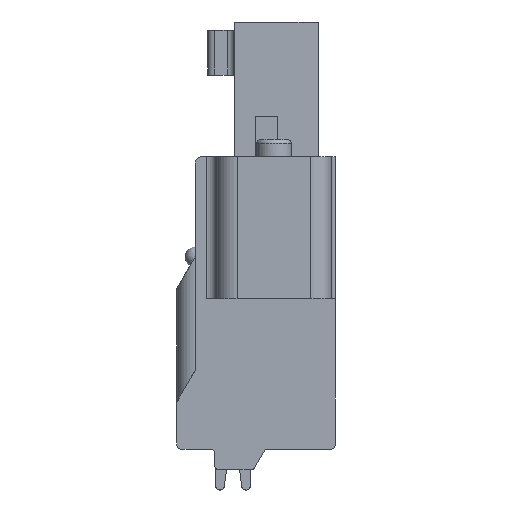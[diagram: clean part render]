
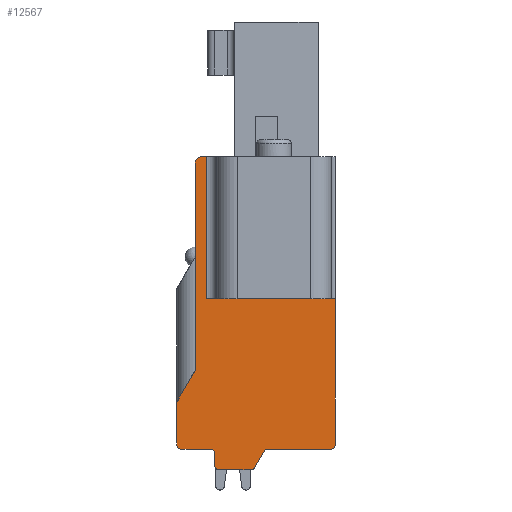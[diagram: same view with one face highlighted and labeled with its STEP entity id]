
A CAD part, front view. The second image highlights one B-rep face of the part: STEP entity #12567.
In plain terms, the highlighted planar face has unit normal (0, -1, 0).
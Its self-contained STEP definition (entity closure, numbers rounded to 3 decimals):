
#94=DIRECTION('',(-1.,0.,0.));
#95=VECTOR('',#94,0.25);
#96=CARTESIAN_POINT('',(-6.3,-11.43,0.));
#97=LINE('',#96,#95);
#1429=DIRECTION('',(0.,0.,-1.));
#1430=VECTOR('',#1429,10.141);
#1431=CARTESIAN_POINT('',(-6.85,-11.43,
-0.3));
#1432=LINE('',#1431,#1430);
#1585=DIRECTION('',(0.,0.,-1.));
#1586=VECTOR('',#1585,2.1);
#1587=CARTESIAN_POINT('',(-7.75,-11.43,-12.));
#1588=LINE('',#1587,#1586);
#1601=DIRECTION('',(1.,0.,0.));
#1602=VECTOR('',#1601,1.45);
#1603=CARTESIAN_POINT('',(-7.55,-11.43,-14.3));
#1604=LINE('',#1603,#1602);
#1609=DIRECTION('',(1.,0.,0.));
#1610=VECTOR('',#1609,3.107);
#1611=CARTESIAN_POINT('',(-3.307,-11.43,-14.3));
#1612=LINE('',#1611,#1610);
#1821=DIRECTION('',(0.,0.,1.));
#1822=VECTOR('',#1821,7.15);
#1823=CARTESIAN_POINT('',(0.,-11.43,-14.1));
#1824=LINE('',#1823,#1822);
#2302=DIRECTION('',(1.,0.,0.));
#2303=VECTOR('',#2302,6.3);
#2304=CARTESIAN_POINT('',(-6.3,-11.43,-6.95));
#2305=LINE('',#2304,#2303);
#2306=CARTESIAN_POINT('',(-0.2,-11.43,-14.1));
#2307=DIRECTION('',(0.,1.,0.));
#2308=DIRECTION('',(1.,0.,0.));
#2309=AXIS2_PLACEMENT_3D('',#2306,#2307,#2308);
#2311=CARTESIAN_POINT('',(-3.307,-11.43,-14.5));
#2312=DIRECTION('',(0.,-1.,0.));
#2313=DIRECTION('',(0.,0.,1.));
#2314=AXIS2_PLACEMENT_3D('',#2311,#2312,#2313);
#2316=DIRECTION('',(-0.5,0.,-0.866));
#2317=VECTOR('',#2316,0.924);
#2318=CARTESIAN_POINT('',(-3.48,-11.43,
-14.4));
#2319=LINE('',#2318,#2317);
#2320=CARTESIAN_POINT('',(-4.115,-11.43,-15.1));
#2321=DIRECTION('',(0.,1.,0.));
#2322=DIRECTION('',(0.866,0.,-0.5));
#2323=AXIS2_PLACEMENT_3D('',#2320,#2321,#2322);
#2325=CARTESIAN_POINT('',(-5.7,-11.43,-15.1));
#2326=DIRECTION('',(0.,1.,0.));
#2327=DIRECTION('',(0.,0.,-1.));
#2328=AXIS2_PLACEMENT_3D('',#2325,#2326,#2327);
#2330=CARTESIAN_POINT('',(-6.1,-11.43,-14.5));
#2331=DIRECTION('',(0.,-1.,0.));
#2332=DIRECTION('',(1.,0.,0.));
#2333=AXIS2_PLACEMENT_3D('',#2330,#2331,#2332);
#2335=CARTESIAN_POINT('',(-7.55,-11.43,-14.1));
#2336=DIRECTION('',(0.,1.,0.));
#2337=DIRECTION('',(0.,0.,-1.));
#2338=AXIS2_PLACEMENT_3D('',#2335,#2336,#2337);
#2340=DIRECTION('',(0.5,0.,0.866));
#2341=VECTOR('',#2340,1.8);
#2342=CARTESIAN_POINT('',(-7.75,-11.43,-12.));
#2343=LINE('',#2342,#2341);
#2344=CARTESIAN_POINT('',(-6.55,-11.43,-0.3));
#2345=DIRECTION('',(0.,1.,0.));
#2346=DIRECTION('',(-1.,0.,0.));
#2347=AXIS2_PLACEMENT_3D('',#2344,#2345,#2346);
#2353=DIRECTION('',(0.,0.,1.));
#2354=VECTOR('',#2353,6.95);
#2355=CARTESIAN_POINT('',(-6.3,-11.43,-6.95));
#2356=LINE('',#2355,#2354);
#2639=DIRECTION('',(0.,0.,-1.));
#2640=VECTOR('',#2639,0.6);
#2641=CARTESIAN_POINT('',(-5.9,-11.43,-14.5));
#2642=LINE('',#2641,#2640);
#2651=DIRECTION('',(1.,0.,0.));
#2652=VECTOR('',#2651,1.585);
#2653=CARTESIAN_POINT('',(-5.7,-11.43,-15.3));
#2654=LINE('',#2653,#2652);
#7557=CARTESIAN_POINT('',(-6.3,-11.43,0.));
#7558=VERTEX_POINT('',#7557);
#7559=CARTESIAN_POINT('',(-6.55,-11.43,0.));
#7560=VERTEX_POINT('',#7559);
#7657=CARTESIAN_POINT('',(0.,-11.43,-14.1));
#7658=CARTESIAN_POINT('',(0.,-11.43,-6.95));
#7659=VERTEX_POINT('',#7657);
#7660=VERTEX_POINT('',#7658);
#7661=CARTESIAN_POINT('',(-0.2,-11.43,-14.3));
#7662=VERTEX_POINT('',#7661);
#7663=CARTESIAN_POINT('',(-7.55,-11.43,-14.3));
#7664=CARTESIAN_POINT('',(-6.1,-11.43,-14.3));
#7665=VERTEX_POINT('',#7663);
#7666=VERTEX_POINT('',#7664);
#7671=CARTESIAN_POINT('',(-3.307,-11.43,-14.3));
#7672=VERTEX_POINT('',#7671);
#8252=CARTESIAN_POINT('',(-7.75,-11.43,-14.1));
#8253=VERTEX_POINT('',#8252);
#8264=CARTESIAN_POINT('',(-7.75,-11.43,-12.));
#8265=VERTEX_POINT('',#8264);
#8304=CARTESIAN_POINT('',(-6.85,-11.43,
-0.3));
#8305=VERTEX_POINT('',#8304);
#8306=CARTESIAN_POINT('',(-6.85,-11.43,
-10.441));
#8307=VERTEX_POINT('',#8306);
#8624=CARTESIAN_POINT('',(-6.3,-11.43,-6.95));
#8625=VERTEX_POINT('',#8624);
#8626=CARTESIAN_POINT('',(-3.48,-11.43,
-14.4));
#8627=VERTEX_POINT('',#8626);
#8628=CARTESIAN_POINT('',(-3.942,-11.43,
-15.2));
#8629=VERTEX_POINT('',#8628);
#8630=CARTESIAN_POINT('',(-4.115,-11.43,-15.3));
#8631=VERTEX_POINT('',#8630);
#8632=CARTESIAN_POINT('',(-5.7,-11.43,-15.3));
#8633=VERTEX_POINT('',#8632);
#8634=CARTESIAN_POINT('',(-5.9,-11.43,-15.1));
#8635=VERTEX_POINT('',#8634);
#8636=CARTESIAN_POINT('',(-5.9,-11.43,-14.5));
#8637=VERTEX_POINT('',#8636);
#12530=CARTESIAN_POINT('',(0.,-11.43,0.));
#12531=DIRECTION('',(0.,1.,0.));
#12532=DIRECTION('',(1.,0.,0.));
#12533=AXIS2_PLACEMENT_3D('',#12530,#12531,#12532);
#12534=PLANE('',#12533);
#12536=ORIENTED_EDGE('',*,*,#12535,.F.);
#12538=ORIENTED_EDGE('',*,*,#12537,.T.);
#12539=ORIENTED_EDGE('',*,*,#11934,.F.);
#12540=ORIENTED_EDGE('',*,*,#11918,.T.);
#12541=ORIENTED_EDGE('',*,*,#11705,.F.);
#12543=ORIENTED_EDGE('',*,*,#12542,.T.);
#12545=ORIENTED_EDGE('',*,*,#12544,.T.);
#12547=ORIENTED_EDGE('',*,*,#12546,.T.);
#12549=ORIENTED_EDGE('',*,*,#12548,.F.);
#12551=ORIENTED_EDGE('',*,*,#12550,.T.);
#12553=ORIENTED_EDGE('',*,*,#12552,.F.);
#12555=ORIENTED_EDGE('',*,*,#12554,.T.);
#12556=ORIENTED_EDGE('',*,*,#11697,.F.);
#12557=ORIENTED_EDGE('',*,*,#11674,.T.);
#12558=ORIENTED_EDGE('',*,*,#11659,.F.);
#12560=ORIENTED_EDGE('',*,*,#12559,.T.);
#12561=ORIENTED_EDGE('',*,*,#11467,.F.);
#12563=ORIENTED_EDGE('',*,*,#12562,.T.);
#12564=ORIENTED_EDGE('',*,*,#9770,.F.);
#12565=EDGE_LOOP('',(#12536,#12538,#12539,#12540,#12541,#12543,#12545,#12547,
#12549,#12551,#12553,#12555,#12556,#12557,#12558,#12560,#12561,#12563,#12564));
#12566=FACE_OUTER_BOUND('',#12565,.F.);
#2310=CIRCLE('',#2309,0.2);
#2315=CIRCLE('',#2314,0.2);
#2324=CIRCLE('',#2323,0.2);
#2329=CIRCLE('',#2328,0.2);
#2334=CIRCLE('',#2333,0.2);
#2339=CIRCLE('',#2338,0.2);
#2348=CIRCLE('',#2347,0.3);
#9770=EDGE_CURVE('',#7558,#7560,#97,.T.);
#11467=EDGE_CURVE('',#8305,#8307,#1432,.T.);
#11659=EDGE_CURVE('',#8265,#8253,#1588,.T.);
#11674=EDGE_CURVE('',#7665,#8253,#2339,.T.);
#11697=EDGE_CURVE('',#7665,#7666,#1604,.T.);
#11705=EDGE_CURVE('',#7672,#7662,#1612,.T.);
#11918=EDGE_CURVE('',#7659,#7662,#2310,.T.);
#11934=EDGE_CURVE('',#7659,#7660,#1824,.T.);
#12535=EDGE_CURVE('',#8625,#7558,#2356,.T.);
#12537=EDGE_CURVE('',#8625,#7660,#2305,.T.);
#12542=EDGE_CURVE('',#7672,#8627,#2315,.T.);
#12544=EDGE_CURVE('',#8627,#8629,#2319,.T.);
#12546=EDGE_CURVE('',#8629,#8631,#2324,.T.);
#12548=EDGE_CURVE('',#8633,#8631,#2654,.T.);
#12550=EDGE_CURVE('',#8633,#8635,#2329,.T.);
#12552=EDGE_CURVE('',#8637,#8635,#2642,.T.);
#12554=EDGE_CURVE('',#8637,#7666,#2334,.T.);
#12559=EDGE_CURVE('',#8265,#8307,#2343,.T.);
#12562=EDGE_CURVE('',#8305,#7560,#2348,.T.);
#12567=ADVANCED_FACE('',(#12566),#12534,.F.);
